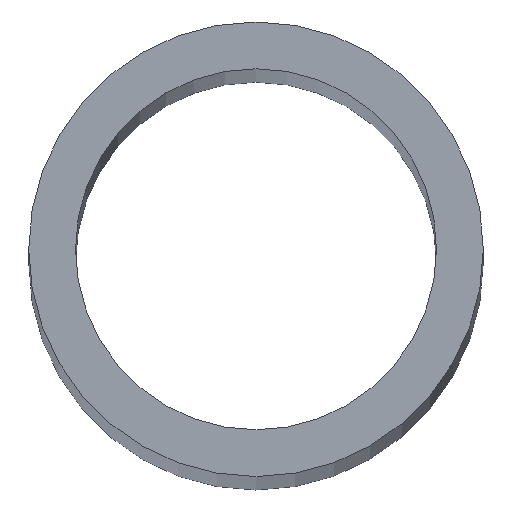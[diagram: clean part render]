
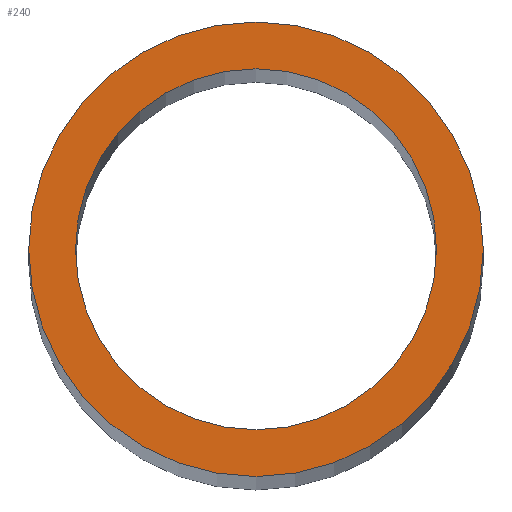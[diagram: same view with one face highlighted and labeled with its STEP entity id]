
A CAD part, top view. The second image highlights one B-rep face of the part: STEP entity #240.
In plain terms, the highlighted planar face has unit normal (0, 0, 1).
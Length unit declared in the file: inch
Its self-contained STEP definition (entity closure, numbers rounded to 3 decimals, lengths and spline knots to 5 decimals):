
#9 = CARTESIAN_POINT ( 'NONE',  ( 5.063, 0., 216. ) ) ;
#20 = VERTEX_POINT ( 'NONE', #133 ) ;
#23 = AXIS2_PLACEMENT_3D ( 'NONE', #97, #246, #70 ) ;
#30 = EDGE_CURVE ( 'NONE', #20, #236, #204, .T. ) ;
#34 = EDGE_CURVE ( 'NONE', #164, #198, #134, .T. ) ;
#47 = CIRCLE ( 'NONE', #190, 5.063 ) ;
#51 = CARTESIAN_POINT ( 'NONE',  ( 0., 0., 216. ) ) ;
#70 = DIRECTION ( 'NONE',  ( 1., 0., 0. ) ) ;
#77 = AXIS2_PLACEMENT_3D ( 'NONE', #209, #81, #251 ) ;
#81 = DIRECTION ( 'NONE',  ( 0., 0., 1. ) ) ;
#93 = DIRECTION ( 'NONE',  ( 0., 0., 1. ) ) ;
#94 = DIRECTION ( 'NONE',  ( 0., 0., 1. ) ) ;
#97 = CARTESIAN_POINT ( 'NONE',  ( 0., 0., 216. ) ) ;
#101 = PLANE ( 'NONE',  #77 ) ;
#102 = FACE_BOUND ( 'NONE', #163, .T. ) ;
#107 = ORIENTED_EDGE ( 'NONE', *, *, #34, .T. ) ;
#111 = ORIENTED_EDGE ( 'NONE', *, *, #151, .F. ) ;
#114 = EDGE_LOOP ( 'NONE', ( #129, #107 ) ) ;
#126 = EDGE_CURVE ( 'NONE', #198, #164, #155, .T. ) ;
#129 = ORIENTED_EDGE ( 'NONE', *, *, #126, .T. ) ;
#132 = AXIS2_PLACEMENT_3D ( 'NONE', #185, #154, #188 ) ;
#133 = CARTESIAN_POINT ( 'NONE',  ( -5.063, 0., 216. ) ) ;
#134 = CIRCLE ( 'NONE', #23, 6.375 ) ;
#136 = DIRECTION ( 'NONE',  ( 1., 0., 0. ) ) ;
#147 = ORIENTED_EDGE ( 'NONE', *, *, #30, .F. ) ;
#151 = EDGE_CURVE ( 'NONE', #236, #20, #47, .T. ) ;
#154 = DIRECTION ( 'NONE',  ( 0., 0., 1. ) ) ;
#155 = CIRCLE ( 'NONE', #132, 6.375 ) ;
#156 = FACE_OUTER_BOUND ( 'NONE', #114, .T. ) ;
#163 = EDGE_LOOP ( 'NONE', ( #147, #111 ) ) ;
#164 = VERTEX_POINT ( 'NONE', #183 ) ;
#168 = CARTESIAN_POINT ( 'NONE',  ( 0., 0., 216. ) ) ;
#183 = CARTESIAN_POINT ( 'NONE',  ( 6.375, 0., 216. ) ) ;
#185 = CARTESIAN_POINT ( 'NONE',  ( 0., 0., 216. ) ) ;
#188 = DIRECTION ( 'NONE',  ( 1., 0., 0. ) ) ;
#190 = AXIS2_PLACEMENT_3D ( 'NONE', #51, #93, #136 ) ;
#192 = AXIS2_PLACEMENT_3D ( 'NONE', #168, #94, #242 ) ;
#198 = VERTEX_POINT ( 'NONE', #222 ) ;
#204 = CIRCLE ( 'NONE', #192, 5.063 ) ;
#209 = CARTESIAN_POINT ( 'NONE',  ( 0., 0., 216. ) ) ;
#222 = CARTESIAN_POINT ( 'NONE',  ( -6.375, 0., 216. ) ) ;
#236 = VERTEX_POINT ( 'NONE', #9 ) ;
#240 = ADVANCED_FACE ( 'NONE', ( #156, #102 ), #101, .T. ) ;
#242 = DIRECTION ( 'NONE',  ( 1., 0., 0. ) ) ;
#246 = DIRECTION ( 'NONE',  ( 0., 0., 1. ) ) ;
#251 = DIRECTION ( 'NONE',  ( 1., 0., 0. ) ) ;
